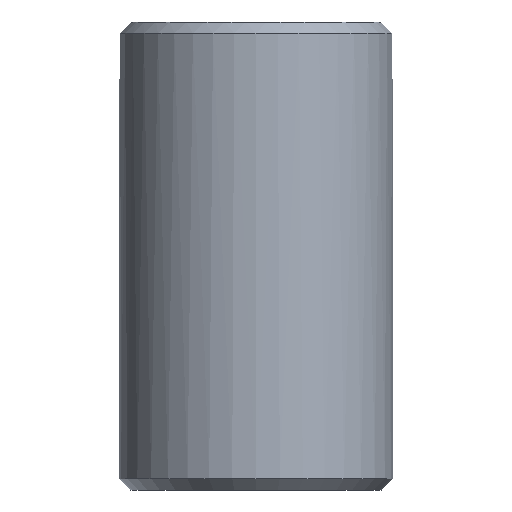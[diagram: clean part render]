
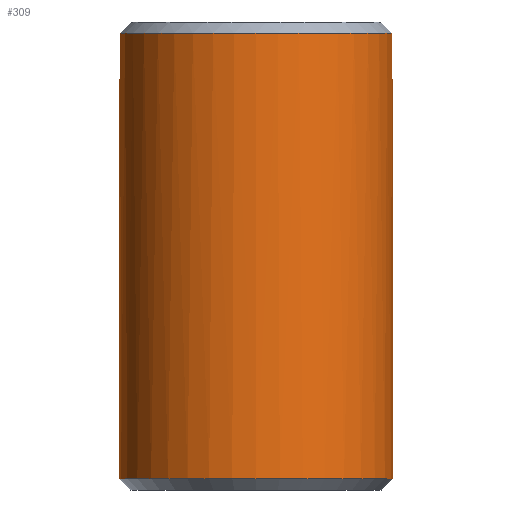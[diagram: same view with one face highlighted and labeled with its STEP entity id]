
A CAD part, left-side view. The second image highlights one B-rep face of the part: STEP entity #309.
In plain terms, the highlighted cylindrical face has radius 6 mm (diameter 12 mm), a full revolution.
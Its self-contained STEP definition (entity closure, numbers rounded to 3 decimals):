
#23=CYLINDRICAL_SURFACE('',#350,6.);
#37=FACE_OUTER_BOUND('',#55,.T.);
#55=EDGE_LOOP('',(#214,#215,#216,#217,#218,#219,#220,#221,#222,#223,#224,
#225,#226));
#71=LINE('',#491,#91);
#72=LINE('',#495,#92);
#73=LINE('',#499,#93);
#74=LINE('',#503,#94);
#75=LINE('',#505,#95);
#91=VECTOR('',#399,10.);
#92=VECTOR('',#402,10.);
#93=VECTOR('',#405,10.);
#94=VECTOR('',#408,10.);
#95=VECTOR('',#411,6.);
#111=CIRCLE('',#346,6.);
#112=CIRCLE('',#347,6.);
#114=CIRCLE('',#351,6.);
#115=CIRCLE('',#352,6.);
#116=CIRCLE('',#353,6.);
#117=CIRCLE('',#354,6.);
#118=CIRCLE('',#355,6.);
#130=VERTEX_POINT('',#478);
#131=VERTEX_POINT('',#480);
#133=VERTEX_POINT('',#487);
#134=VERTEX_POINT('',#488);
#135=VERTEX_POINT('',#490);
#136=VERTEX_POINT('',#492);
#137=VERTEX_POINT('',#494);
#138=VERTEX_POINT('',#496);
#139=VERTEX_POINT('',#498);
#140=VERTEX_POINT('',#500);
#141=VERTEX_POINT('',#502);
#162=EDGE_CURVE('',#130,#131,#111,.T.);
#163=EDGE_CURVE('',#131,#130,#112,.T.);
#165=EDGE_CURVE('',#133,#134,#114,.T.);
#166=EDGE_CURVE('',#133,#135,#71,.T.);
#167=EDGE_CURVE('',#135,#136,#115,.T.);
#168=EDGE_CURVE('',#136,#137,#72,.T.);
#169=EDGE_CURVE('',#138,#137,#116,.T.);
#170=EDGE_CURVE('',#138,#139,#73,.T.);
#171=EDGE_CURVE('',#139,#140,#117,.T.);
#172=EDGE_CURVE('',#140,#141,#74,.T.);
#173=EDGE_CURVE('',#134,#141,#118,.T.);
#174=EDGE_CURVE('',#134,#131,#75,.T.);
#214=ORIENTED_EDGE('',*,*,#165,.F.);
#215=ORIENTED_EDGE('',*,*,#166,.T.);
#216=ORIENTED_EDGE('',*,*,#167,.T.);
#217=ORIENTED_EDGE('',*,*,#168,.T.);
#218=ORIENTED_EDGE('',*,*,#169,.F.);
#219=ORIENTED_EDGE('',*,*,#170,.T.);
#220=ORIENTED_EDGE('',*,*,#171,.T.);
#221=ORIENTED_EDGE('',*,*,#172,.T.);
#222=ORIENTED_EDGE('',*,*,#173,.F.);
#223=ORIENTED_EDGE('',*,*,#174,.T.);
#224=ORIENTED_EDGE('',*,*,#162,.F.);
#225=ORIENTED_EDGE('',*,*,#163,.F.);
#226=ORIENTED_EDGE('',*,*,#174,.F.);
#309=ADVANCED_FACE('',(#37),#23,.T.);
#346=AXIS2_PLACEMENT_3D('',#481,#387,#388);
#347=AXIS2_PLACEMENT_3D('',#482,#389,#390);
#350=AXIS2_PLACEMENT_3D('',#486,#395,#396);
#351=AXIS2_PLACEMENT_3D('',#489,#397,#398);
#352=AXIS2_PLACEMENT_3D('',#493,#400,#401);
#353=AXIS2_PLACEMENT_3D('',#497,#403,#404);
#354=AXIS2_PLACEMENT_3D('',#501,#406,#407);
#355=AXIS2_PLACEMENT_3D('',#504,#409,#410);
#387=DIRECTION('center_axis',(0.,0.,-1.));
#388=DIRECTION('ref_axis',(-1.,0.,0.));
#389=DIRECTION('center_axis',(0.,0.,-1.));
#390=DIRECTION('ref_axis',(-1.,0.,0.));
#395=DIRECTION('center_axis',(0.,0.,1.));
#396=DIRECTION('ref_axis',(1.,0.,0.));
#397=DIRECTION('center_axis',(0.,0.,1.));
#398=DIRECTION('ref_axis',(-1.,0.,0.));
#399=DIRECTION('',(0.,0.,-1.));
#400=DIRECTION('center_axis',(0.,0.,-1.));
#401=DIRECTION('ref_axis',(1.,0.,0.));
#402=DIRECTION('',(0.,0.,1.));
#403=DIRECTION('center_axis',(0.,0.,1.));
#404=DIRECTION('ref_axis',(1.,0.,0.));
#405=DIRECTION('',(0.,0.,-1.));
#406=DIRECTION('center_axis',(0.,0.,-1.));
#407=DIRECTION('ref_axis',(1.,0.,0.));
#408=DIRECTION('',(0.,0.,1.));
#409=DIRECTION('center_axis',(0.,0.,1.));
#410=DIRECTION('ref_axis',(-1.,0.,0.));
#411=DIRECTION('',(0.,0.,-1.));
#478=CARTESIAN_POINT('',(6.,0.,-9.75));
#480=CARTESIAN_POINT('',(-6.,0.,-9.75));
#481=CARTESIAN_POINT('Origin',(0.,0.,-9.75));
#482=CARTESIAN_POINT('Origin',(0.,0.,-9.75));
#486=CARTESIAN_POINT('Origin',(0.,0.,0.));
#487=CARTESIAN_POINT('',(-0.8,5.946,9.75));
#488=CARTESIAN_POINT('',(-6.,0.,9.75));
#489=CARTESIAN_POINT('Origin',(0.,0.,9.75));
#490=CARTESIAN_POINT('',(-0.8,5.946,7.75));
#491=CARTESIAN_POINT('',(-0.8,5.946,0.));
#492=CARTESIAN_POINT('',(0.8,5.946,7.75));
#493=CARTESIAN_POINT('Origin',(0.,0.,7.75));
#494=CARTESIAN_POINT('',(0.8,5.946,9.75));
#495=CARTESIAN_POINT('',(0.8,5.946,0.));
#496=CARTESIAN_POINT('',(0.8,-5.946,9.75));
#497=CARTESIAN_POINT('Origin',(0.,0.,9.75));
#498=CARTESIAN_POINT('',(0.8,-5.946,7.75));
#499=CARTESIAN_POINT('',(0.8,-5.946,0.));
#500=CARTESIAN_POINT('',(-0.8,-5.946,7.75));
#501=CARTESIAN_POINT('Origin',(0.,0.,7.75));
#502=CARTESIAN_POINT('',(-0.8,-5.946,9.75));
#503=CARTESIAN_POINT('',(-0.8,-5.946,0.));
#504=CARTESIAN_POINT('Origin',(0.,0.,9.75));
#505=CARTESIAN_POINT('',(-6.,0.,0.));
